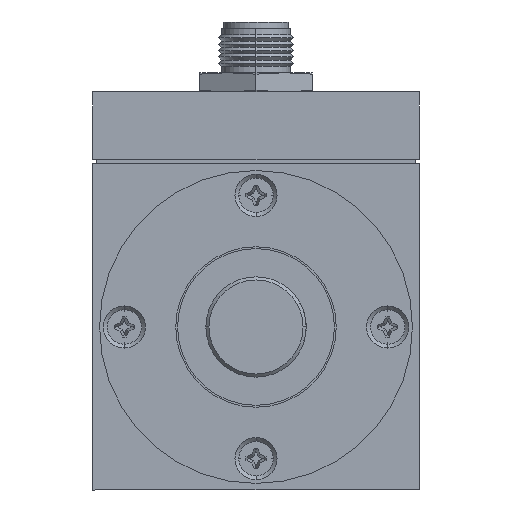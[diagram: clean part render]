
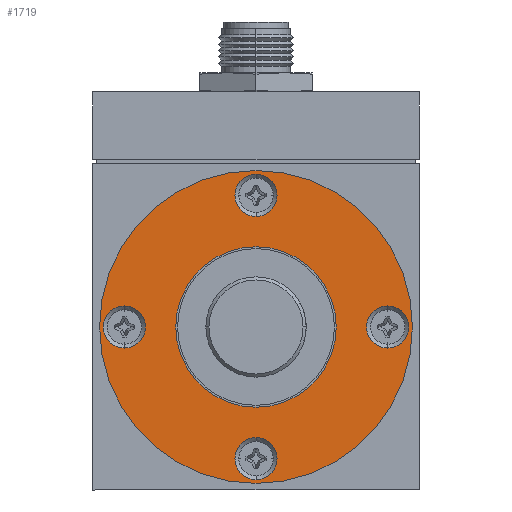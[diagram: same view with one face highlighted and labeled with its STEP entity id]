
A CAD part, left-side view. The second image highlights one B-rep face of the part: STEP entity #1719.
In plain terms, the highlighted planar face has unit normal (-1, 0, 0).
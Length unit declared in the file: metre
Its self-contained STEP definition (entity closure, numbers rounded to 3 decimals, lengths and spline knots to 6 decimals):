
#1719=ADVANCED_FACE('2:8655',(#3577,#3578,#3579,#3580,#3581,#3582),#3583,.T.);
#3577=FACE_BOUND('',#5510,.T.);
#3578=FACE_OUTER_BOUND('',#5511,.T.);
#3579=FACE_BOUND('',#5512,.T.);
#3580=FACE_BOUND('',#5513,.T.);
#3581=FACE_BOUND('',#5514,.T.);
#3582=FACE_BOUND('',#5515,.T.);
#3583=PLANE('',#5516);
#5510=EDGE_LOOP('',(#10543,#10544));
#5511=EDGE_LOOP('',(#10545,#10546));
#5512=EDGE_LOOP('',(#10547,#10548));
#5513=EDGE_LOOP('',(#10549,#10550));
#5514=EDGE_LOOP('',(#10551,#10552));
#5515=EDGE_LOOP('',(#10553,#10554));
#5516=AXIS2_PLACEMENT_3D('',#10555,#10556,#10557);
#10543=ORIENTED_EDGE('',*,*,#12682,.F.);
#10544=ORIENTED_EDGE('',*,*,#13193,.F.);
#10545=ORIENTED_EDGE('',*,*,#12412,.T.);
#10546=ORIENTED_EDGE('',*,*,#12982,.T.);
#10547=ORIENTED_EDGE('',*,*,#13194,.T.);
#10548=ORIENTED_EDGE('',*,*,#11801,.T.);
#10549=ORIENTED_EDGE('',*,*,#11994,.T.);
#10550=ORIENTED_EDGE('',*,*,#11959,.T.);
#10551=ORIENTED_EDGE('',*,*,#12868,.T.);
#10552=ORIENTED_EDGE('',*,*,#12263,.T.);
#10553=ORIENTED_EDGE('',*,*,#12279,.T.);
#10554=ORIENTED_EDGE('',*,*,#11352,.T.);
#10555=CARTESIAN_POINT('',(-0.0318,0.0,-0.03));
#10556=DIRECTION('',(-1.0,0.0,0.));
#10557=DIRECTION('',(0.,0.0,1.0));
#11352=EDGE_CURVE('',#13584,#13589,#13591,.T.);
#11801=EDGE_CURVE('',#14355,#14360,#14362,.T.);
#11959=EDGE_CURVE('',#14619,#14621,#14623,.T.);
#11994=EDGE_CURVE('2:11124',#14621,#14619,#14672,.T.);
#12263=EDGE_CURVE('',#15077,#15082,#15084,.T.);
#12279=EDGE_CURVE('2:11118',#13589,#13584,#15103,.T.);
#12412=EDGE_CURVE('2:11208',#15294,#15291,#15295,.T.);
#12682=EDGE_CURVE('2:11130',#15654,#15657,#15658,.T.);
#12868=EDGE_CURVE('2:11121',#15082,#15077,#15901,.T.);
#12982=EDGE_CURVE('',#15291,#15294,#16041,.T.);
#13193=EDGE_CURVE('',#15657,#15654,#16266,.T.);
#13194=EDGE_CURVE('2:11127',#14360,#14355,#16267,.T.);
#13584=VERTEX_POINT('',#16854);
#13589=VERTEX_POINT('',#16860);
#13591=CIRCLE('',#16863,0.00336);
#14355=VERTEX_POINT('',#18166);
#14360=VERTEX_POINT('',#18172);
#14362=CIRCLE('',#18175,0.00336);
#14619=VERTEX_POINT('',#18598);
#14621=VERTEX_POINT('',#18601);
#14623=CIRCLE('',#18604,0.00336);
#14672=CIRCLE('',#18669,0.00336);
#15077=VERTEX_POINT('',#19239);
#15082=VERTEX_POINT('',#19245);
#15084=CIRCLE('',#19248,0.00336);
#15103=CIRCLE('',#19271,0.00336);
#15291=VERTEX_POINT('',#19582);
#15294=VERTEX_POINT('',#19586);
#15295=CIRCLE('',#19587,0.02495);
#15654=VERTEX_POINT('',#20134);
#15657=VERTEX_POINT('',#20138);
#15658=CIRCLE('',#20139,0.0128);
#15901=CIRCLE('',#20555,0.00336);
#16041=CIRCLE('',#20769,0.02495);
#16266=CIRCLE('',#21126,0.0128);
#16267=CIRCLE('',#21127,0.00336);
#16854=CARTESIAN_POINT('',(-0.0318,0.021,-0.03336));
#16860=CARTESIAN_POINT('',(-0.0318,0.021,-0.02664));
#16863=AXIS2_PLACEMENT_3D('',#21461,#21462,#21463);
#18166=CARTESIAN_POINT('',(-0.0318,0.,-0.05436));
#18172=CARTESIAN_POINT('',(-0.0318,0.,-0.04764));
#18175=AXIS2_PLACEMENT_3D('',#22093,#22094,#22095);
#18598=CARTESIAN_POINT('',(-0.0318,-0.021,-0.03336));
#18601=CARTESIAN_POINT('',(-0.0318,-0.021,-0.02664));
#18604=AXIS2_PLACEMENT_3D('',#22306,#22307,#22308);
#18669=AXIS2_PLACEMENT_3D('',#22358,#22359,#22360);
#19239=CARTESIAN_POINT('',(-0.0318,0.,-0.01236));
#19245=CARTESIAN_POINT('',(-0.0318,0.,-0.00564));
#19248=AXIS2_PLACEMENT_3D('',#22747,#22748,#22749);
#19271=AXIS2_PLACEMENT_3D('',#22772,#22773,#22774);
#19582=CARTESIAN_POINT('',(-0.0318,0.,-0.00505));
#19586=CARTESIAN_POINT('',(-0.0318,0.,-0.05495));
#19587=AXIS2_PLACEMENT_3D('',#22957,#22958,#22959);
#20134=CARTESIAN_POINT('',(-0.0318,0.0,-0.0172));
#20138=CARTESIAN_POINT('',(-0.0318,0.,-0.0428));
#20139=AXIS2_PLACEMENT_3D('',#23278,#23279,#23280);
#20555=AXIS2_PLACEMENT_3D('',#23494,#23495,#23496);
#20769=AXIS2_PLACEMENT_3D('',#23622,#23623,#23624);
#21126=AXIS2_PLACEMENT_3D('',#23806,#23807,#23808);
#21127=AXIS2_PLACEMENT_3D('',#23809,#23810,#23811);
#21461=CARTESIAN_POINT('',(-0.0318,0.021,-0.03));
#21462=DIRECTION('',(1.0,0.0,0.));
#21463=DIRECTION('',(0.,0.,-1.0));
#22093=CARTESIAN_POINT('',(-0.0318,0.0,-0.051));
#22094=DIRECTION('',(1.0,0.0,0.));
#22095=DIRECTION('',(0.,0.0,-1.0));
#22306=CARTESIAN_POINT('',(-0.0318,-0.021,-0.03));
#22307=DIRECTION('',(1.0,0.0,0.));
#22308=DIRECTION('',(0.,0.,-1.0));
#22358=CARTESIAN_POINT('',(-0.0318,-0.021,-0.03));
#22359=DIRECTION('',(1.0,0.0,0.));
#22360=DIRECTION('',(0.,0.,-1.0));
#22747=CARTESIAN_POINT('',(-0.0318,0.0,-0.009));
#22748=DIRECTION('',(1.0,0.0,0.));
#22749=DIRECTION('',(0.,0.0,-1.0));
#22772=CARTESIAN_POINT('',(-0.0318,0.021,-0.03));
#22773=DIRECTION('',(1.0,0.0,0.));
#22774=DIRECTION('',(0.,0.,-1.0));
#22957=CARTESIAN_POINT('',(-0.0318,0.0,-0.03));
#22958=DIRECTION('',(-1.0,0.0,0.));
#22959=DIRECTION('',(0.,0.0,1.0));
#23278=CARTESIAN_POINT('',(-0.0318,0.0,-0.03));
#23279=DIRECTION('',(-1.0,0.0,0.));
#23280=DIRECTION('',(0.,0.0,1.0));
#23494=CARTESIAN_POINT('',(-0.0318,0.0,-0.009));
#23495=DIRECTION('',(1.0,0.0,0.));
#23496=DIRECTION('',(0.,0.0,-1.0));
#23622=CARTESIAN_POINT('',(-0.0318,0.0,-0.03));
#23623=DIRECTION('',(-1.0,0.0,0.));
#23624=DIRECTION('',(0.,0.0,1.0));
#23806=CARTESIAN_POINT('',(-0.0318,0.0,-0.03));
#23807=DIRECTION('',(-1.0,0.0,0.));
#23808=DIRECTION('',(0.,0.0,1.0));
#23809=CARTESIAN_POINT('',(-0.0318,0.0,-0.051));
#23810=DIRECTION('',(1.0,0.0,0.));
#23811=DIRECTION('',(0.,0.0,-1.0));
